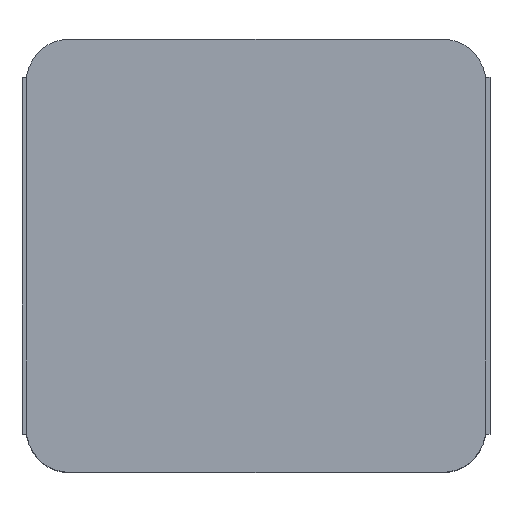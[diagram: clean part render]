
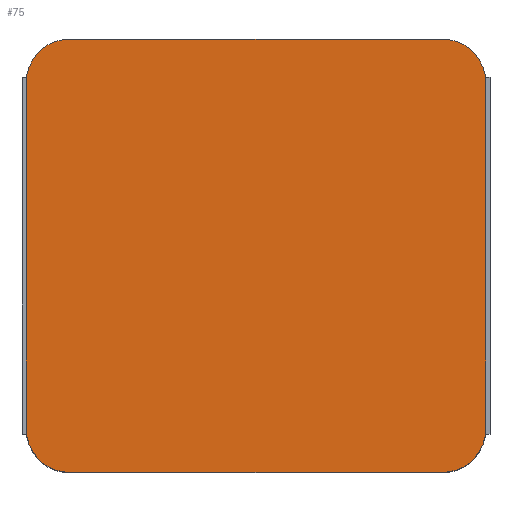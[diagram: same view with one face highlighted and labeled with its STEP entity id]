
A CAD part, top view. The second image highlights one B-rep face of the part: STEP entity #75.
In plain terms, the highlighted planar face has unit normal (0, 0, 1).
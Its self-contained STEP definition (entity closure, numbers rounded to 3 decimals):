
#21 = EDGE_CURVE('',#22,#24,#26,.T.);
#22 = VERTEX_POINT('',#23);
#23 = CARTESIAN_POINT('',(4.3,5.,5.4));
#24 = VERTEX_POINT('',#25);
#25 = CARTESIAN_POINT('',(5.3,4.,5.4));
#26 = CIRCLE('',#27,1.);
#27 = AXIS2_PLACEMENT_3D('',#28,#29,#30);
#28 = CARTESIAN_POINT('',(4.3,4.,5.4));
#29 = DIRECTION('',(0.,0.,-1.));
#30 = DIRECTION('',(0.707,0.707,0.));
#75 = ADVANCED_FACE('',(#76),#136,.T.);
#76 = FACE_BOUND('',#77,.T.);
#77 = EDGE_LOOP('',(#78,#79,#87,#96,#104,#113,#121,#130));
#78 = ORIENTED_EDGE('',*,*,#21,.F.);
#79 = ORIENTED_EDGE('',*,*,#80,.T.);
#80 = EDGE_CURVE('',#22,#81,#83,.T.);
#81 = VERTEX_POINT('',#82);
#82 = CARTESIAN_POINT('',(-4.3,5.,5.4));
#83 = LINE('',#84,#85);
#84 = CARTESIAN_POINT('',(-5.3,5.,5.4));
#85 = VECTOR('',#86,1.);
#86 = DIRECTION('',(-1.,0.,0.));
#87 = ORIENTED_EDGE('',*,*,#88,.F.);
#88 = EDGE_CURVE('',#89,#81,#91,.T.);
#89 = VERTEX_POINT('',#90);
#90 = CARTESIAN_POINT('',(-5.3,4.,5.4));
#91 = CIRCLE('',#92,1.);
#92 = AXIS2_PLACEMENT_3D('',#93,#94,#95);
#93 = CARTESIAN_POINT('',(-4.3,4.,5.4));
#94 = DIRECTION('',(0.,0.,-1.));
#95 = DIRECTION('',(-0.707,0.707,0.));
#96 = ORIENTED_EDGE('',*,*,#97,.T.);
#97 = EDGE_CURVE('',#89,#98,#100,.T.);
#98 = VERTEX_POINT('',#99);
#99 = CARTESIAN_POINT('',(-5.3,-4.,5.4));
#100 = LINE('',#101,#102);
#101 = CARTESIAN_POINT('',(-5.3,-5.,5.4));
#102 = VECTOR('',#103,1.);
#103 = DIRECTION('',(0.,-1.,0.));
#104 = ORIENTED_EDGE('',*,*,#105,.F.);
#105 = EDGE_CURVE('',#106,#98,#108,.T.);
#106 = VERTEX_POINT('',#107);
#107 = CARTESIAN_POINT('',(-4.3,-5.,5.4));
#108 = CIRCLE('',#109,1.);
#109 = AXIS2_PLACEMENT_3D('',#110,#111,#112);
#110 = CARTESIAN_POINT('',(-4.3,-4.,5.4));
#111 = DIRECTION('',(0.,0.,-1.));
#112 = DIRECTION('',(-0.707,-0.707,-0.));
#113 = ORIENTED_EDGE('',*,*,#114,.T.);
#114 = EDGE_CURVE('',#106,#115,#117,.T.);
#115 = VERTEX_POINT('',#116);
#116 = CARTESIAN_POINT('',(4.3,-5.,5.4));
#117 = LINE('',#118,#119);
#118 = CARTESIAN_POINT('',(5.3,-5.,5.4));
#119 = VECTOR('',#120,1.);
#120 = DIRECTION('',(1.,0.,0.));
#121 = ORIENTED_EDGE('',*,*,#122,.F.);
#122 = EDGE_CURVE('',#123,#115,#125,.T.);
#123 = VERTEX_POINT('',#124);
#124 = CARTESIAN_POINT('',(5.3,-4.,5.4));
#125 = CIRCLE('',#126,1.);
#126 = AXIS2_PLACEMENT_3D('',#127,#128,#129);
#127 = CARTESIAN_POINT('',(4.3,-4.,5.4));
#128 = DIRECTION('',(0.,0.,-1.));
#129 = DIRECTION('',(0.707,-0.707,0.));
#130 = ORIENTED_EDGE('',*,*,#131,.T.);
#131 = EDGE_CURVE('',#123,#24,#132,.T.);
#132 = LINE('',#133,#134);
#133 = CARTESIAN_POINT('',(5.3,5.,5.4));
#134 = VECTOR('',#135,1.);
#135 = DIRECTION('',(0.,1.,0.));
#136 = PLANE('',#137);
#137 = AXIS2_PLACEMENT_3D('',#138,#139,#140);
#138 = CARTESIAN_POINT('',(0.,0.,5.4));
#139 = DIRECTION('',(0.,0.,1.));
#140 = DIRECTION('',(1.,0.,0.));
